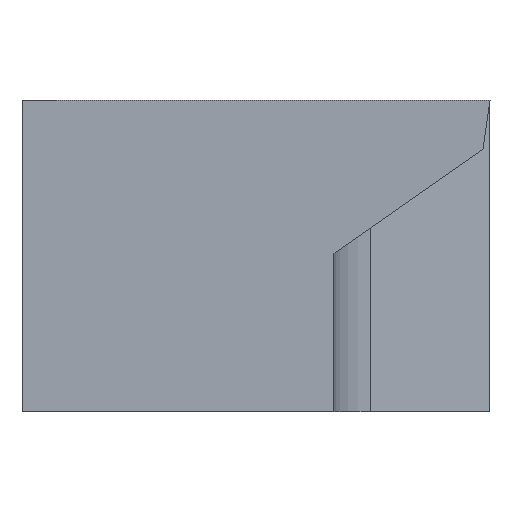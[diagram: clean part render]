
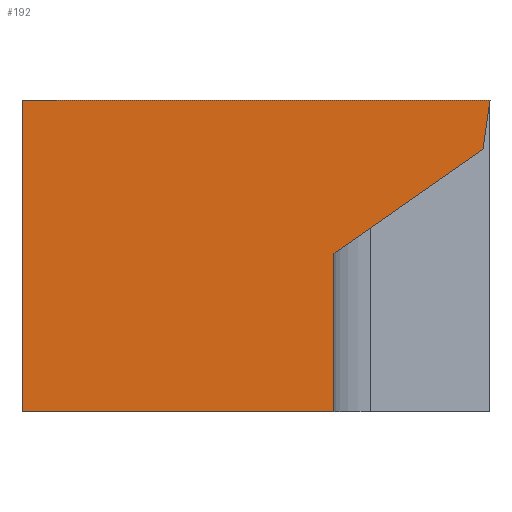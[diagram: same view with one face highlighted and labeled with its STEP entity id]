
A CAD part, left-side view. The second image highlights one B-rep face of the part: STEP entity #192.
In plain terms, the highlighted planar face has unit normal (-1, 0, 0).
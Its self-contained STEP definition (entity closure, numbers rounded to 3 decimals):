
#4 = CARTESIAN_POINT ( 'NONE',  ( 0., 7.5, -3. ) ) ;
#7 = CARTESIAN_POINT ( 'NONE',  ( 0., 0., 0. ) ) ;
#21 = EDGE_CURVE ( 'NONE', #239, #375, #377, .T. ) ;
#24 = EDGE_LOOP ( 'NONE', ( #383, #158, #128, #395, #187, #477 ) ) ;
#37 = VERTEX_POINT ( 'NONE', #79 ) ;
#71 = EDGE_CURVE ( 'NONE', #375, #37, #262, .T. ) ;
#77 = EDGE_CURVE ( 'NONE', #100, #224, #202, .T. ) ;
#79 = CARTESIAN_POINT ( 'NONE',  ( 0., 15., 0. ) ) ;
#89 = DIRECTION ( 'NONE',  ( 0., 1., 0. ) ) ;
#90 = VECTOR ( 'NONE', #89, 1000. ) ;
#100 = VERTEX_POINT ( 'NONE', #422 ) ;
#117 = VERTEX_POINT ( 'NONE', #298 ) ;
#123 = CARTESIAN_POINT ( 'NONE',  ( 0., 25., -10. ) ) ;
#128 = ORIENTED_EDGE ( 'NONE', *, *, #144, .T. ) ;
#136 = EDGE_CURVE ( 'NONE', #224, #239, #277, .T. ) ;
#141 = LINE ( 'NONE', #183, #453 ) ;
#144 = EDGE_CURVE ( 'NONE', #117, #100, #493, .T. ) ;
#157 = VECTOR ( 'NONE', #191, 1000. ) ;
#158 = ORIENTED_EDGE ( 'NONE', *, *, #451, .F. ) ;
#175 = DIRECTION ( 'NONE',  ( 1., 0., 0. ) ) ;
#183 = CARTESIAN_POINT ( 'NONE',  ( 0., 15., -10. ) ) ;
#187 = ORIENTED_EDGE ( 'NONE', *, *, #136, .T. ) ;
#190 = AXIS2_PLACEMENT_3D ( 'NONE', #4, #175, #358 ) ;
#191 = DIRECTION ( 'NONE',  ( 0., 0., 1. ) ) ;
#192 = ADVANCED_FACE ( 'NONE', ( #487 ), #483, .F. ) ;
#202 = LINE ( 'NONE', #290, #157 ) ;
#224 = VERTEX_POINT ( 'NONE', #268 ) ;
#236 = DIRECTION ( 'NONE',  ( 0., 0., 1. ) ) ;
#239 = VERTEX_POINT ( 'NONE', #459 ) ;
#262 = LINE ( 'NONE', #462, #90 ) ;
#268 = CARTESIAN_POINT ( 'NONE',  ( 0., 5., -4.912 ) ) ;
#277 = LINE ( 'NONE', #332, #366 ) ;
#290 = CARTESIAN_POINT ( 'NONE',  ( 0., 5., -10. ) ) ;
#298 = CARTESIAN_POINT ( 'NONE',  ( 0., 15., -10. ) ) ;
#332 = CARTESIAN_POINT ( 'NONE',  ( 0., 0.22, -1.565 ) ) ;
#341 = DIRECTION ( 'NONE',  ( 0., -0.819, 0.574 ) ) ;
#343 = DIRECTION ( 'NONE',  ( 0., -0.139, 0.99 ) ) ;
#358 = DIRECTION ( 'NONE',  ( 0., -1., 0. ) ) ;
#366 = VECTOR ( 'NONE', #341, 1000. ) ;
#375 = VERTEX_POINT ( 'NONE', #457 ) ;
#377 = LINE ( 'NONE', #7, #431 ) ;
#383 = ORIENTED_EDGE ( 'NONE', *, *, #71, .T. ) ;
#395 = ORIENTED_EDGE ( 'NONE', *, *, #77, .T. ) ;
#397 = VECTOR ( 'NONE', #412, 1000. ) ;
#412 = DIRECTION ( 'NONE',  ( 0., -1., 0. ) ) ;
#422 = CARTESIAN_POINT ( 'NONE',  ( 0., 5., -10. ) ) ;
#431 = VECTOR ( 'NONE', #343, 1000. ) ;
#451 = EDGE_CURVE ( 'NONE', #117, #37, #141, .T. ) ;
#453 = VECTOR ( 'NONE', #236, 1000. ) ;
#457 = CARTESIAN_POINT ( 'NONE',  ( 0., 0., 0. ) ) ;
#459 = CARTESIAN_POINT ( 'NONE',  ( 0., 0.22, -1.565 ) ) ;
#462 = CARTESIAN_POINT ( 'NONE',  ( 0., 8.446, 0. ) ) ;
#477 = ORIENTED_EDGE ( 'NONE', *, *, #21, .T. ) ;
#483 = PLANE ( 'NONE',  #190 ) ;
#487 = FACE_OUTER_BOUND ( 'NONE', #24, .T. ) ;
#493 = LINE ( 'NONE', #123, #397 ) ;
